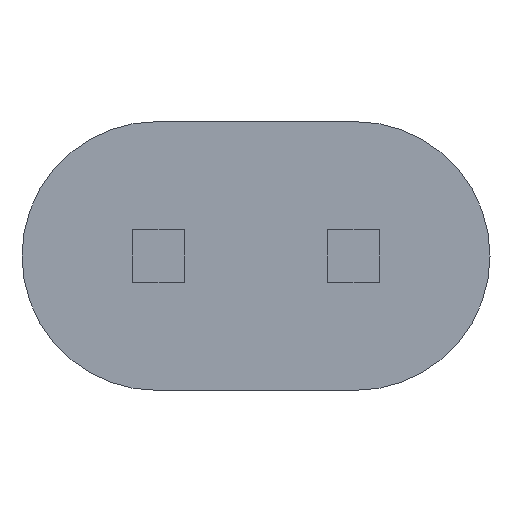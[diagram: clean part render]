
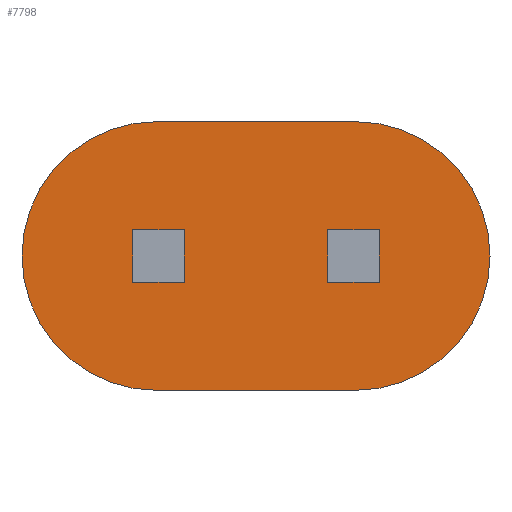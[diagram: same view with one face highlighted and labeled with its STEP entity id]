
A CAD part, front view. The second image highlights one B-rep face of the part: STEP entity #7798.
In plain terms, the highlighted face is planar.
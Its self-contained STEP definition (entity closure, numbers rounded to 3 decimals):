
#45 = CIRCLE ( 'NONE', #18658, 1550. ) ;
#558 = CARTESIAN_POINT ( 'NONE',  ( 0., -1550., 0. ) ) ;
#742 = PLANE ( 'NONE',  #9947 ) ;
#795 = DIRECTION ( 'NONE',  ( 0., 0., 1. ) ) ;
#1129 = CIRCLE ( 'NONE', #5239, 1550. ) ;
#1247 = CARTESIAN_POINT ( 'NONE',  ( 2300., -3100., 0. ) ) ;
#1574 = CARTESIAN_POINT ( 'NONE',  ( 2300., -1550., 0. ) ) ;
#1695 = CARTESIAN_POINT ( 'NONE',  ( 2300., -3100., 0. ) ) ;
#2244 = DIRECTION ( 'NONE',  ( -1., 0., 0. ) ) ;
#2457 = ORIENTED_EDGE ( 'NONE', *, *, #15443, .F. ) ;
#2607 = ORIENTED_EDGE ( 'NONE', *, *, #18423, .F. ) ;
#2654 = EDGE_CURVE ( 'NONE', #3544, #4892, #45, .T. ) ;
#2906 = CARTESIAN_POINT ( 'NONE',  ( 0., -1550., 0. ) ) ;
#3098 = DIRECTION ( 'NONE',  ( -1., 0., 0. ) ) ;
#3155 = EDGE_LOOP ( 'NONE', ( #5776, #3869, #19304, #2607, #2457 ) ) ;
#3212 = LINE ( 'NONE', #1247, #10734 ) ;
#3251 = VERTEX_POINT ( 'NONE', #1695 ) ;
#3544 = VERTEX_POINT ( 'NONE', #19170 ) ;
#3869 = ORIENTED_EDGE ( 'NONE', *, *, #10195, .F. ) ;
#4409 = DIRECTION ( 'NONE',  ( -1., 0., 0. ) ) ;
#4892 = VERTEX_POINT ( 'NONE', #7107 ) ;
#5239 = AXIS2_PLACEMENT_3D ( 'NONE', #1574, #12095, #3098 ) ;
#5776 = ORIENTED_EDGE ( 'NONE', *, *, #2654, .F. ) ;
#7107 = CARTESIAN_POINT ( 'NONE',  ( -1550., -1550., 0. ) ) ;
#7798 = ADVANCED_FACE ( 'NONE', ( #16278 ), #742, .T. ) ;
#8067 = CARTESIAN_POINT ( 'NONE',  ( 0., -3100., 0. ) ) ;
#8750 = VERTEX_POINT ( 'NONE', #8067 ) ;
#9427 = LINE ( 'NONE', #9597, #12933 ) ;
#9597 = CARTESIAN_POINT ( 'NONE',  ( 0., 0., 0. ) ) ;
#9658 = DIRECTION ( 'NONE',  ( -1., 0., 0. ) ) ;
#9805 = CARTESIAN_POINT ( 'NONE',  ( 0., -1550., 0. ) ) ;
#9947 = AXIS2_PLACEMENT_3D ( 'NONE', #558, #11264, #2244 ) ;
#10195 = EDGE_CURVE ( 'NONE', #14024, #3544, #9427, .T. ) ;
#10734 = VECTOR ( 'NONE', #13262, 1000. ) ;
#11264 = DIRECTION ( 'NONE',  ( 0., 0., -1. ) ) ;
#11315 = DIRECTION ( 'NONE',  ( -1., 0., 0. ) ) ;
#12095 = DIRECTION ( 'NONE',  ( 0., 0., 1. ) ) ;
#12933 = VECTOR ( 'NONE', #9658, 1000. ) ;
#13013 = EDGE_CURVE ( 'NONE', #3251, #14024, #1129, .T. ) ;
#13262 = DIRECTION ( 'NONE',  ( 1., 0., 0. ) ) ;
#13400 = DIRECTION ( 'NONE',  ( 0., 0., 1. ) ) ;
#14024 = VERTEX_POINT ( 'NONE', #18563 ) ;
#15188 = AXIS2_PLACEMENT_3D ( 'NONE', #9805, #795, #11315 ) ;
#15443 = EDGE_CURVE ( 'NONE', #4892, #8750, #18089, .T. ) ;
#16278 = FACE_OUTER_BOUND ( 'NONE', #3155, .T. ) ;
#18089 = CIRCLE ( 'NONE', #15188, 1550. ) ;
#18423 = EDGE_CURVE ( 'NONE', #8750, #3251, #3212, .T. ) ;
#18563 = CARTESIAN_POINT ( 'NONE',  ( 2300., 0., 0. ) ) ;
#18658 = AXIS2_PLACEMENT_3D ( 'NONE', #2906, #13400, #4409 ) ;
#19170 = CARTESIAN_POINT ( 'NONE',  ( 0., 0., 0. ) ) ;
#19304 = ORIENTED_EDGE ( 'NONE', *, *, #13013, .F. ) ;
